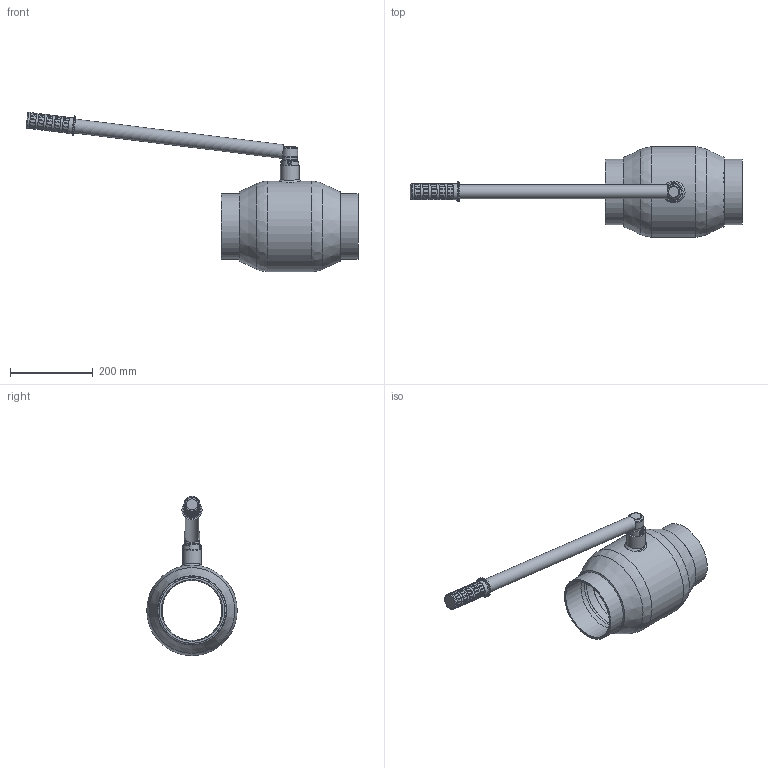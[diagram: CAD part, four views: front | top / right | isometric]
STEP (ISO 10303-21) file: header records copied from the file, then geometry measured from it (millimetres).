
FILE_DESCRIPTION(('TFLEX Exchange Step'),'2;1');
FILE_NAME('065N9610 - Кран шаровой Basic DN150.stp', '2023-11-14T16:36:01+03:00',('RUCO3277'),('Unknown organisation'),'TFLEX Exchange 2023.2','T-FLEX CAD','Unknown authorisation');
FILE_SCHEMA( ('AUTOMOTIVE_DESIGN { 1 0 10303 214 1 1 1 1 }') );
Length unit declared in the file: millimetre
Products named in the file (1): Nodes
Bounding box: 804.22 x 219 x 385.86 mm (x, y, z)
Volume: 1532261.6 mm3; surface area: 708217.1 mm2
Topology: 14 solids, 14 shells, 543 faces, 1292 edges, 850 vertices
Faces by surface type: plane 432, cylinder 46, torus 29, cone 25, bspline 11
Full cylindrical faces by diameter (mm): 10.2 x1, 10.3 x3, 11.69 x2, 27 x4, 27.1 x2, 30 x4, 32 x1, 32.9 x1, 33.5 x1, 36 x1, 38 x2, 38.6 x1, 39 x1, 45 x1, 45.4 x1, 48.6 x1, 145 x2, 149 x2, 150 x2, 155 x2, 159 x2, 209 x1, 219 x1
Entity records: 20715 total; most frequent: CARTESIAN_POINT 7805, DIRECTION 2676, ORIENTED_EDGE 2576, EDGE_CURVE 1288, AXIS2_PLACEMENT_3D 899, VECTOR 878, LINE 878, VERTEX_POINT 850
